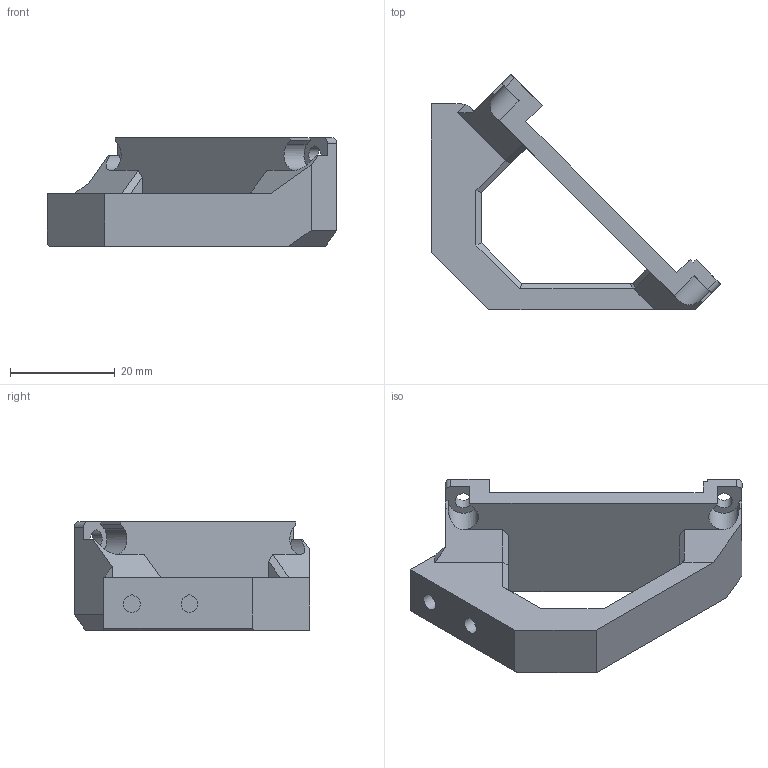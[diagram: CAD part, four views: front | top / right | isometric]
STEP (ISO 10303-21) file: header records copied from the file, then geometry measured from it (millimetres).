
FILE_DESCRIPTION(/* description */ (''),/* implementation_level */ '2;1');
FILE_NAME(/* name */ 'lcd_support_prusa_a.step',/* time_stamp */ '2020-01-06T20:23:32+01:00',/* author */ (''),/* organization */ (''),/* preprocessor_version */ 'ST-DEVELOPER v18',/* originating_system */ 'Autodesk Translation Framework v8.12.0.6',/* authorisation */ '');
FILE_SCHEMA (('AUTOMOTIVE_DESIGN { 1 0 10303 214 3 1 1 }'));
Length unit declared in the file: millimetre
Products named in the file (1): lcd_support_prusa_a
Bounding box: 55.31 x 45 x 20.7 mm (x, y, z)
Volume: 11013.9 mm3; surface area: 6107.2 mm2
Topology: 1 solids, 1 shells, 92 faces, 253 edges, 166 vertices
Faces by surface type: plane 81, cylinder 11
Entity records: 2938 total; most frequent: CARTESIAN_POINT 512, ORIENTED_EDGE 506, DIRECTION 464, EDGE_CURVE 253, LINE 228, VECTOR 228, VERTEX_POINT 166, AXIS2_PLACEMENT_3D 118
